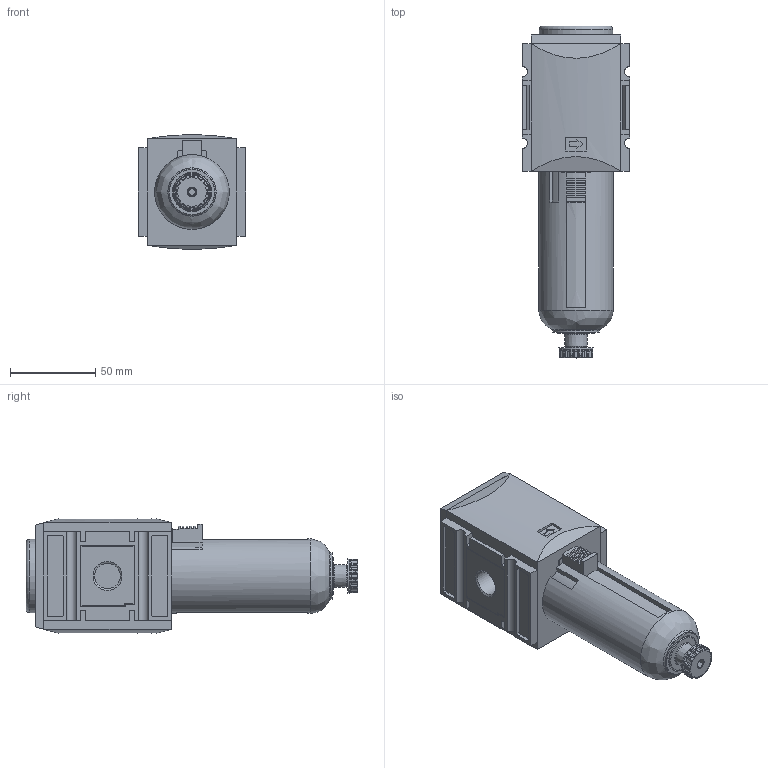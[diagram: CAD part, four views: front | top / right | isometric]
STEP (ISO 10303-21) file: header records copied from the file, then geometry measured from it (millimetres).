
FILE_DESCRIPTION( ( 'STEP AP203' ), ' ' );
FILE_NAME( '91312.DD00.stp', '2017-03-08T11:29:04', ( '' ), ( '' ), ' ', 'PARTsolutions', ' ' );
FILE_SCHEMA( ( 'CONFIG_CONTROL_DESIGN' ) );
Length unit declared in the file: millimetre
Products named in the file (3): 91312.DD00; _FU 853G 3/8000-1; _FU 853_0
Assembly tree (2 placements, depth 2):
  91312.DD00
    _FU 853G 3/8000-1
    _FU 853_0
Bounding box: 63 x 194.8 x 67.13 mm (x, y, z)
Volume: 445016 mm3; surface area: 53192.2 mm2
Topology: 2 solids, 2 shells, 379 faces, 1003 edges, 659 vertices
Faces by surface type: plane 222, cylinder 120, torus 19, cone 17, bspline 1
Full cylindrical faces by diameter (mm): 4 x1, 8.7 x2, 9.728 x1, 14.95 x2, 20 x1, 22 x1, 23 x1, 27 x1, 43 x1, 43.8 x1
Entity records: 12139 total; most frequent: CARTESIAN_POINT 2817, ORIENTED_EDGE 1930, DIRECTION 1834, EDGE_CURVE 965, VERTEX_POINT 649, LINE 642, VECTOR 642, AXIS2_PLACEMENT_3D 596
